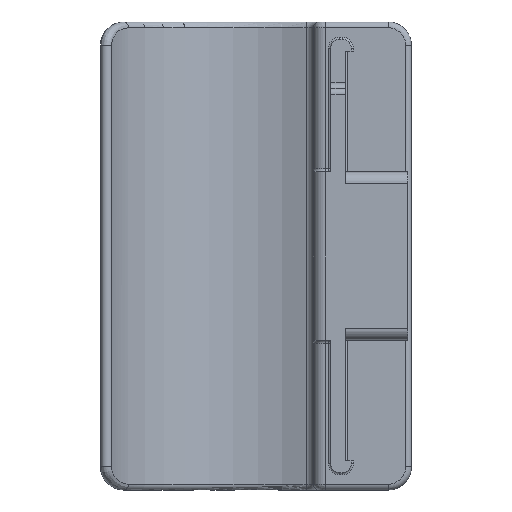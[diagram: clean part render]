
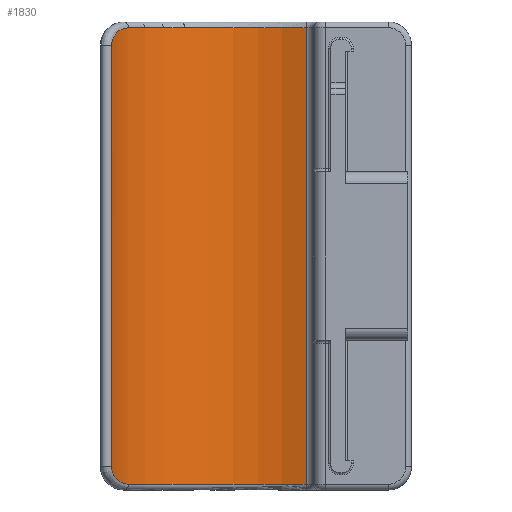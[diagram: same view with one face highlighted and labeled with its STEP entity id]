
A CAD part, left-side view. The second image highlights one B-rep face of the part: STEP entity #1830.
In plain terms, the highlighted cylindrical face has radius 12.829 mm (diameter 25.659 mm), a partial arc.
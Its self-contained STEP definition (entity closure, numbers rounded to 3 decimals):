
#110=LINE('',#3156,#246);
#112=LINE('',#3251,#248);
#246=VECTOR('',#2326,10.);
#248=VECTOR('',#2340,10.);
#343=CYLINDRICAL_SURFACE('',#1997,12.83);
#420=FACE_OUTER_BOUND('',#531,.T.);
#531=EDGE_LOOP('',(#1400,#1401,#1402,#1403,#1404,#1405));
#651=CIRCLE('',#1990,12.83);
#655=CIRCLE('',#1996,12.83);
#744=B_SPLINE_CURVE_WITH_KNOTS('',3,(#3238,#3239,#3240,#3241,#3242,#3243,
#3244,#3245),.UNSPECIFIED.,.F.,.F.,(4,1,1,1,1,4),(0.,0.156,
0.26,0.312,0.338,0.364),
 .UNSPECIFIED.);
#746=B_SPLINE_CURVE_WITH_KNOTS('',3,(#3326,#3327,#3328,#3329,#3330,#3331,
#3332,#3333,#3334),.UNSPECIFIED.,.F.,.F.,(4,1,1,1,1,1,4),(0.,0.026,
0.052,0.104,0.156,0.26,
0.364),.UNSPECIFIED.);
#837=VERTEX_POINT('',#3144);
#838=VERTEX_POINT('',#3155);
#839=VERTEX_POINT('',#3168);
#840=VERTEX_POINT('',#3227);
#842=VERTEX_POINT('',#3247);
#844=VERTEX_POINT('',#3315);
#1042=EDGE_CURVE('',#837,#838,#110,.T.);
#1045=EDGE_CURVE('',#838,#839,#651,.T.);
#1048=EDGE_CURVE('',#839,#840,#744,.T.);
#1051=EDGE_CURVE('',#840,#842,#112,.T.);
#1054=EDGE_CURVE('',#842,#844,#746,.T.);
#1055=EDGE_CURVE('',#844,#837,#655,.T.);
#1400=ORIENTED_EDGE('',*,*,#1055,.F.);
#1401=ORIENTED_EDGE('',*,*,#1054,.F.);
#1402=ORIENTED_EDGE('',*,*,#1051,.F.);
#1403=ORIENTED_EDGE('',*,*,#1048,.F.);
#1404=ORIENTED_EDGE('',*,*,#1045,.F.);
#1405=ORIENTED_EDGE('',*,*,#1042,.F.);
#1830=ADVANCED_FACE('',(#420),#343,.F.);
#1990=AXIS2_PLACEMENT_3D('',#3170,#2331,#2332);
#1996=AXIS2_PLACEMENT_3D('',#3336,#2345,#2346);
#1997=AXIS2_PLACEMENT_3D('',#3337,#2347,#2348);
#2326=DIRECTION('',(0.,0.,-1.));
#2331=DIRECTION('center_axis',(0.,0.,1.));
#2332=DIRECTION('ref_axis',(0.955,0.297,0.));
#2340=DIRECTION('',(0.,0.,1.));
#2345=DIRECTION('center_axis',(0.,0.,-1.));
#2346=DIRECTION('ref_axis',(0.955,0.297,0.));
#2347=DIRECTION('center_axis',(0.,0.,-1.));
#2348=DIRECTION('ref_axis',(0.919,-0.395,0.));
#3144=CARTESIAN_POINT('',(87.385,-3.417,43.732));
#3155=CARTESIAN_POINT('',(87.385,-3.417,4.4));
#3156=CARTESIAN_POINT('',(87.385,-3.417,44.232));
#3168=CARTESIAN_POINT('',(83.086,11.893,4.4));
#3170=CARTESIAN_POINT('Origin',(75.542,1.516,4.4));
#3227=CARTESIAN_POINT('',(80.529,13.337,5.9));
#3238=CARTESIAN_POINT('Ctrl Pts',(83.086,11.893,4.4));
#3239=CARTESIAN_POINT('Ctrl Pts',(82.681,12.187,4.4));
#3240=CARTESIAN_POINT('Ctrl Pts',(81.98,12.635,4.549));
#3241=CARTESIAN_POINT('Ctrl Pts',(81.157,13.057,4.966));
#3242=CARTESIAN_POINT('Ctrl Pts',(80.737,13.248,5.349));
#3243=CARTESIAN_POINT('Ctrl Pts',(80.565,13.321,5.641));
#3244=CARTESIAN_POINT('Ctrl Pts',(80.529,13.337,5.813));
#3245=CARTESIAN_POINT('Ctrl Pts',(80.529,13.337,5.9));
#3247=CARTESIAN_POINT('',(80.529,13.337,42.232));
#3251=CARTESIAN_POINT('',(80.529,13.337,44.232));
#3315=CARTESIAN_POINT('',(83.086,11.893,43.732));
#3326=CARTESIAN_POINT('Ctrl Pts',(80.529,13.337,42.232));
#3327=CARTESIAN_POINT('Ctrl Pts',(80.529,13.337,42.318));
#3328=CARTESIAN_POINT('Ctrl Pts',(80.565,13.321,42.491));
#3329=CARTESIAN_POINT('Ctrl Pts',(80.737,13.247,42.782));
#3330=CARTESIAN_POINT('Ctrl Pts',(81.035,13.112,43.058));
#3331=CARTESIAN_POINT('Ctrl Pts',(81.564,12.851,43.385));
#3332=CARTESIAN_POINT('Ctrl Pts',(82.262,12.459,43.65));
#3333=CARTESIAN_POINT('Ctrl Pts',(82.816,12.089,43.732));
#3334=CARTESIAN_POINT('Ctrl Pts',(83.086,11.893,43.732));
#3336=CARTESIAN_POINT('Origin',(75.542,1.516,43.732));
#3337=CARTESIAN_POINT('Origin',(75.542,1.516,44.232));
